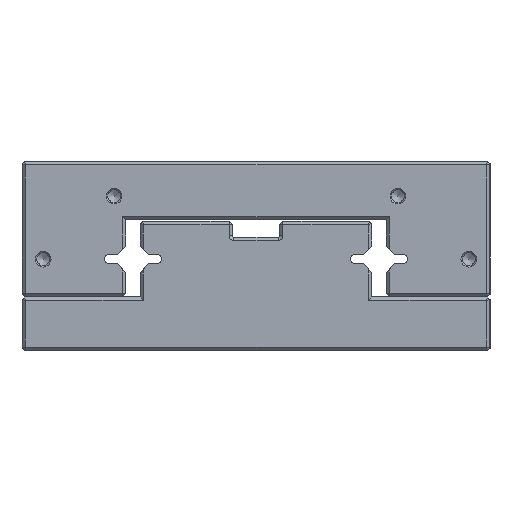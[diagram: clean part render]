
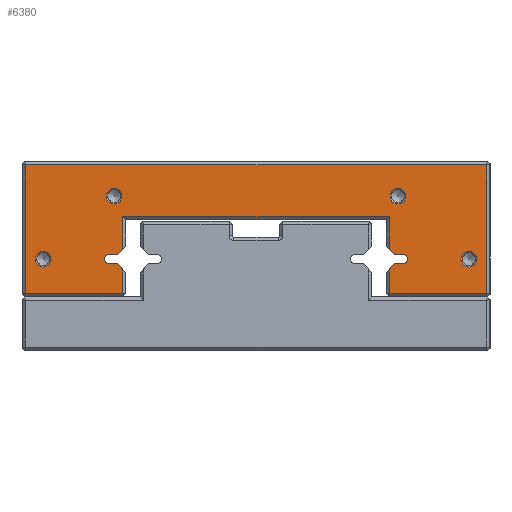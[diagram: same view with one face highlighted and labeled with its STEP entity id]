
A CAD part, left-side view. The second image highlights one B-rep face of the part: STEP entity #6380.
In plain terms, the highlighted planar face has unit normal (-1, 0, 0).
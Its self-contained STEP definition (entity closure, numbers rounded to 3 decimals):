
#5235=FACE_BOUND('',#9917,.T.);
#5236=FACE_BOUND('',#9918,.T.);
#5237=FACE_BOUND('',#9919,.T.);
#5238=FACE_BOUND('',#9920,.T.);
#5239=FACE_BOUND('',#9921,.T.);
#5849=CIRCLE('',#27035,1.5);
#5854=CIRCLE('',#27048,1.5);
#5860=CIRCLE('',#27060,2.5);
#5861=CIRCLE('',#27061,2.5);
#5862=CIRCLE('',#27062,2.5);
#5863=CIRCLE('',#27063,2.5);
#6380=ADVANCED_FACE('',(#5235,#5236,#5237,#5238,#5239),#7616,.T.);
#7616=PLANE('',#27064);
#9917=EDGE_LOOP('',(#12996,#12997,#12998,#12999,#13000,#13001,#13002,#13003,
#13004,#13005,#13006,#13007,#13008,#13009,#13010,#13011,#13012,#13013,#13014,
#13015,#13016,#13017,#13018,#13019));
#9918=EDGE_LOOP('',(#13020));
#9919=EDGE_LOOP('',(#13021));
#9920=EDGE_LOOP('',(#13022));
#9921=EDGE_LOOP('',(#13023));
#12996=ORIENTED_EDGE('',*,*,#20270,.F.);
#12997=ORIENTED_EDGE('',*,*,#20311,.T.);
#12998=ORIENTED_EDGE('',*,*,#20312,.T.);
#12999=ORIENTED_EDGE('',*,*,#20313,.T.);
#13000=ORIENTED_EDGE('',*,*,#20253,.F.);
#13001=ORIENTED_EDGE('',*,*,#20247,.F.);
#13002=ORIENTED_EDGE('',*,*,#20244,.F.);
#13003=ORIENTED_EDGE('',*,*,#20241,.F.);
#13004=ORIENTED_EDGE('',*,*,#20239,.F.);
#13005=ORIENTED_EDGE('',*,*,#20314,.T.);
#13006=ORIENTED_EDGE('',*,*,#20315,.T.);
#13007=ORIENTED_EDGE('',*,*,#20316,.T.);
#13008=ORIENTED_EDGE('',*,*,#20317,.T.);
#13009=ORIENTED_EDGE('',*,*,#20318,.T.);
#13010=ORIENTED_EDGE('',*,*,#20319,.T.);
#13011=ORIENTED_EDGE('',*,*,#20320,.T.);
#13012=ORIENTED_EDGE('',*,*,#20321,.T.);
#13013=ORIENTED_EDGE('',*,*,#20322,.T.);
#13014=ORIENTED_EDGE('',*,*,#20323,.T.);
#13015=ORIENTED_EDGE('',*,*,#20324,.T.);
#13016=ORIENTED_EDGE('',*,*,#20284,.F.);
#13017=ORIENTED_EDGE('',*,*,#20278,.F.);
#13018=ORIENTED_EDGE('',*,*,#20275,.F.);
#13019=ORIENTED_EDGE('',*,*,#20272,.F.);
#13020=ORIENTED_EDGE('',*,*,#20325,.T.);
#13021=ORIENTED_EDGE('',*,*,#20326,.T.);
#13022=ORIENTED_EDGE('',*,*,#20327,.T.);
#13023=ORIENTED_EDGE('',*,*,#20328,.T.);
#17989=VERTEX_POINT('',#36295);
#17990=VERTEX_POINT('',#36297);
#17991=VERTEX_POINT('',#36301);
#17993=VERTEX_POINT('',#36307);
#17995=VERTEX_POINT('',#36313);
#18000=VERTEX_POINT('',#36325);
#18012=VERTEX_POINT('',#36357);
#18013=VERTEX_POINT('',#36359);
#18014=VERTEX_POINT('',#36363);
#18016=VERTEX_POINT('',#36369);
#18018=VERTEX_POINT('',#36375);
#18023=VERTEX_POINT('',#36387);
#18046=VERTEX_POINT('',#36441);
#18047=VERTEX_POINT('',#36443);
#18048=VERTEX_POINT('',#36446);
#18049=VERTEX_POINT('',#36448);
#18050=VERTEX_POINT('',#36450);
#18051=VERTEX_POINT('',#36452);
#18052=VERTEX_POINT('',#36454);
#18053=VERTEX_POINT('',#36456);
#18054=VERTEX_POINT('',#36458);
#18055=VERTEX_POINT('',#36460);
#18056=VERTEX_POINT('',#36462);
#18057=VERTEX_POINT('',#36464);
#18058=VERTEX_POINT('',#36467);
#18059=VERTEX_POINT('',#36469);
#18060=VERTEX_POINT('',#36471);
#18061=VERTEX_POINT('',#36473);
#20239=EDGE_CURVE('',#17989,#17990,#22833,.T.);
#20241=EDGE_CURVE('',#17990,#17991,#22835,.T.);
#20244=EDGE_CURVE('',#17991,#17993,#5849,.T.);
#20247=EDGE_CURVE('',#17993,#17995,#22839,.T.);
#20253=EDGE_CURVE('',#17995,#18000,#22845,.T.);
#20270=EDGE_CURVE('',#18012,#18013,#22859,.T.);
#20272=EDGE_CURVE('',#18013,#18014,#22861,.T.);
#20275=EDGE_CURVE('',#18014,#18016,#5854,.T.);
#20278=EDGE_CURVE('',#18016,#18018,#22865,.T.);
#20284=EDGE_CURVE('',#18018,#18023,#22871,.T.);
#20311=EDGE_CURVE('',#18012,#18046,#22894,.T.);
#20312=EDGE_CURVE('',#18046,#18047,#22895,.T.);
#20313=EDGE_CURVE('',#18047,#18000,#22896,.T.);
#20314=EDGE_CURVE('',#17989,#18048,#22897,.T.);
#20315=EDGE_CURVE('',#18048,#18049,#22898,.T.);
#20316=EDGE_CURVE('',#18049,#18050,#22899,.T.);
#20317=EDGE_CURVE('',#18050,#18051,#22900,.T.);
#20318=EDGE_CURVE('',#18051,#18052,#22901,.T.);
#20319=EDGE_CURVE('',#18052,#18053,#22902,.T.);
#20320=EDGE_CURVE('',#18053,#18054,#22903,.T.);
#20321=EDGE_CURVE('',#18054,#18055,#22904,.T.);
#20322=EDGE_CURVE('',#18055,#18056,#22905,.T.);
#20323=EDGE_CURVE('',#18056,#18057,#22906,.T.);
#20324=EDGE_CURVE('',#18057,#18023,#22907,.T.);
#20325=EDGE_CURVE('',#18058,#18058,#5860,.T.);
#20326=EDGE_CURVE('',#18059,#18059,#5861,.T.);
#20327=EDGE_CURVE('',#18060,#18060,#5862,.T.);
#20328=EDGE_CURVE('',#18061,#18061,#5863,.T.);
#22833=LINE('',#36296,#25053);
#22835=LINE('',#36300,#25055);
#22839=LINE('',#36312,#25059);
#22845=LINE('',#36324,#25065);
#22859=LINE('',#36358,#25079);
#22861=LINE('',#36362,#25081);
#22865=LINE('',#36374,#25085);
#22871=LINE('',#36386,#25091);
#22894=LINE('',#36440,#25114);
#22895=LINE('',#36442,#25115);
#22896=LINE('',#36444,#25116);
#22897=LINE('',#36445,#25117);
#22898=LINE('',#36447,#25118);
#22899=LINE('',#36449,#25119);
#22900=LINE('',#36451,#25120);
#22901=LINE('',#36453,#25121);
#22902=LINE('',#36455,#25122);
#22903=LINE('',#36457,#25123);
#22904=LINE('',#36459,#25124);
#22905=LINE('',#36461,#25125);
#22906=LINE('',#36463,#25126);
#22907=LINE('',#36465,#25127);
#25053=VECTOR('',#29937,1.);
#25055=VECTOR('',#29941,1.);
#25059=VECTOR('',#29953,1.);
#25065=VECTOR('',#29961,1.);
#25079=VECTOR('',#29989,1.);
#25081=VECTOR('',#29993,1.);
#25085=VECTOR('',#30005,1.);
#25091=VECTOR('',#30013,1.);
#25114=VECTOR('',#30052,1.);
#25115=VECTOR('',#30053,1.);
#25116=VECTOR('',#30054,1.);
#25117=VECTOR('',#30055,1.);
#25118=VECTOR('',#30056,1.);
#25119=VECTOR('',#30057,1.);
#25120=VECTOR('',#30058,1.);
#25121=VECTOR('',#30059,1.);
#25122=VECTOR('',#30060,1.);
#25123=VECTOR('',#30061,1.);
#25124=VECTOR('',#30062,1.);
#25125=VECTOR('',#30063,1.);
#25126=VECTOR('',#30064,1.);
#25127=VECTOR('',#30065,1.);
#27035=AXIS2_PLACEMENT_3D('',#36306,#29946,#29947);
#27048=AXIS2_PLACEMENT_3D('',#36368,#29998,#29999);
#27060=AXIS2_PLACEMENT_3D('',#36466,#30066,#30067);
#27061=AXIS2_PLACEMENT_3D('',#36468,#30068,#30069);
#27062=AXIS2_PLACEMENT_3D('',#36470,#30070,#30071);
#27063=AXIS2_PLACEMENT_3D('',#36472,#30072,#30073);
#27064=AXIS2_PLACEMENT_3D('',#36474,#30074,#30075);
#29937=DIRECTION('',(0.,-0.707,0.707));
#29941=DIRECTION('',(0.,-1.,0.));
#29946=DIRECTION('',(-1.,0.,0.));
#29947=DIRECTION('',(0.,0.,-1.));
#29953=DIRECTION('',(0.,1.,0.));
#29961=DIRECTION('',(0.,0.707,0.707));
#29989=DIRECTION('',(0.,0.707,-0.707));
#29993=DIRECTION('',(0.,1.,0.));
#29998=DIRECTION('',(-1.,0.,0.));
#29999=DIRECTION('',(0.,0.,1.));
#30005=DIRECTION('',(0.,-1.,0.));
#30013=DIRECTION('',(0.,-0.707,-0.707));
#30052=DIRECTION('',(0.,0.,1.));
#30053=DIRECTION('',(0.,-1.,0.));
#30054=DIRECTION('',(0.,0.,-1.));
#30055=DIRECTION('',(0.,0.,-1.));
#30056=DIRECTION('',(0.,-1.,0.));
#30057=DIRECTION('',(0.,-0.707,0.707));
#30058=DIRECTION('',(0.,0.,1.));
#30059=DIRECTION('',(0.,0.707,0.707));
#30060=DIRECTION('',(0.,1.,0.));
#30061=DIRECTION('',(0.,0.707,-0.707));
#30062=DIRECTION('',(0.,0.,-1.));
#30063=DIRECTION('',(0.,-0.707,-0.707));
#30064=DIRECTION('',(0.,-1.,0.));
#30065=DIRECTION('',(0.,0.,1.));
#30066=DIRECTION('',(1.,0.,0.));
#30067=DIRECTION('',(0.,0.,-1.));
#30068=DIRECTION('',(1.,0.,0.));
#30069=DIRECTION('',(0.,0.,-1.));
#30070=DIRECTION('',(1.,0.,0.));
#30071=DIRECTION('',(0.,0.,-1.));
#30072=DIRECTION('',(1.,0.,0.));
#30073=DIRECTION('',(0.,0.,-1.));
#30074=DIRECTION('',(-1.,0.,0.));
#30075=DIRECTION('',(0.,0.,1.));
#36295=CARTESIAN_POINT('',(80.,31.95,25.886));
#36296=CARTESIAN_POINT('',(80.,32.95,24.886));
#36297=CARTESIAN_POINT('',(80.,30.336,27.5));
#36300=CARTESIAN_POINT('',(80.,30.336,27.5));
#36301=CARTESIAN_POINT('',(80.,27.7,27.5));
#36306=CARTESIAN_POINT('',(80.,27.7,29.));
#36307=CARTESIAN_POINT('',(80.,27.7,30.5));
#36312=CARTESIAN_POINT('',(80.,27.7,30.5));
#36313=CARTESIAN_POINT('',(80.,30.336,30.5));
#36324=CARTESIAN_POINT('',(80.,30.336,30.5));
#36325=CARTESIAN_POINT('',(80.,31.95,32.114));
#36357=CARTESIAN_POINT('',(80.,116.45,32.114));
#36358=CARTESIAN_POINT('',(80.,115.45,33.114));
#36359=CARTESIAN_POINT('',(80.,118.064,30.5));
#36362=CARTESIAN_POINT('',(80.,118.064,30.5));
#36363=CARTESIAN_POINT('',(80.,120.7,30.5));
#36368=CARTESIAN_POINT('',(80.,120.7,29.));
#36369=CARTESIAN_POINT('',(80.,120.7,27.5));
#36374=CARTESIAN_POINT('',(80.,120.7,27.5));
#36375=CARTESIAN_POINT('',(80.,118.064,27.5));
#36386=CARTESIAN_POINT('',(80.,118.064,27.5));
#36387=CARTESIAN_POINT('',(80.,116.45,25.886));
#36440=CARTESIAN_POINT('',(80.,116.45,41.5));
#36441=CARTESIAN_POINT('',(80.,116.45,42.5));
#36442=CARTESIAN_POINT('',(80.,32.95,42.5));
#36443=CARTESIAN_POINT('',(80.,31.95,42.5));
#36444=CARTESIAN_POINT('',(80.,31.95,33.114));
#36445=CARTESIAN_POINT('',(80.,31.95,17.2));
#36446=CARTESIAN_POINT('',(80.,31.95,18.2));
#36447=CARTESIAN_POINT('',(80.,0.7,18.2));
#36448=CARTESIAN_POINT('',(80.,1.114,18.2));
#36449=CARTESIAN_POINT('',(80.,9.007,10.307));
#36450=CARTESIAN_POINT('',(80.,1.,18.314));
#36451=CARTESIAN_POINT('',(80.,1.,59.3));
#36452=CARTESIAN_POINT('',(80.,1.,58.886));
#36453=CARTESIAN_POINT('',(80.,-0.593,57.293));
#36454=CARTESIAN_POINT('',(80.,1.114,59.));
#36455=CARTESIAN_POINT('',(80.,147.7,59.));
#36456=CARTESIAN_POINT('',(80.,147.286,59.));
#36457=CARTESIAN_POINT('',(80.,102.493,103.793));
#36458=CARTESIAN_POINT('',(80.,147.4,58.886));
#36459=CARTESIAN_POINT('',(80.,147.4,17.9));
#36460=CARTESIAN_POINT('',(80.,147.4,18.314));
#36461=CARTESIAN_POINT('',(80.,92.893,-36.193));
#36462=CARTESIAN_POINT('',(80.,147.286,18.2));
#36463=CARTESIAN_POINT('',(80.,115.45,18.2));
#36464=CARTESIAN_POINT('',(80.,116.45,18.2));
#36465=CARTESIAN_POINT('',(80.,116.45,24.886));
#36466=CARTESIAN_POINT('',(80.,141.7,29.));
#36467=CARTESIAN_POINT('',(80.,141.7,26.5));
#36468=CARTESIAN_POINT('',(80.,6.7,29.));
#36469=CARTESIAN_POINT('',(80.,6.7,26.5));
#36470=CARTESIAN_POINT('',(80.,29.2,49.));
#36471=CARTESIAN_POINT('',(80.,29.2,46.5));
#36472=CARTESIAN_POINT('',(80.,119.2,49.));
#36473=CARTESIAN_POINT('',(80.,119.2,46.5));
#36474=CARTESIAN_POINT('',(80.,27.7,29.));
